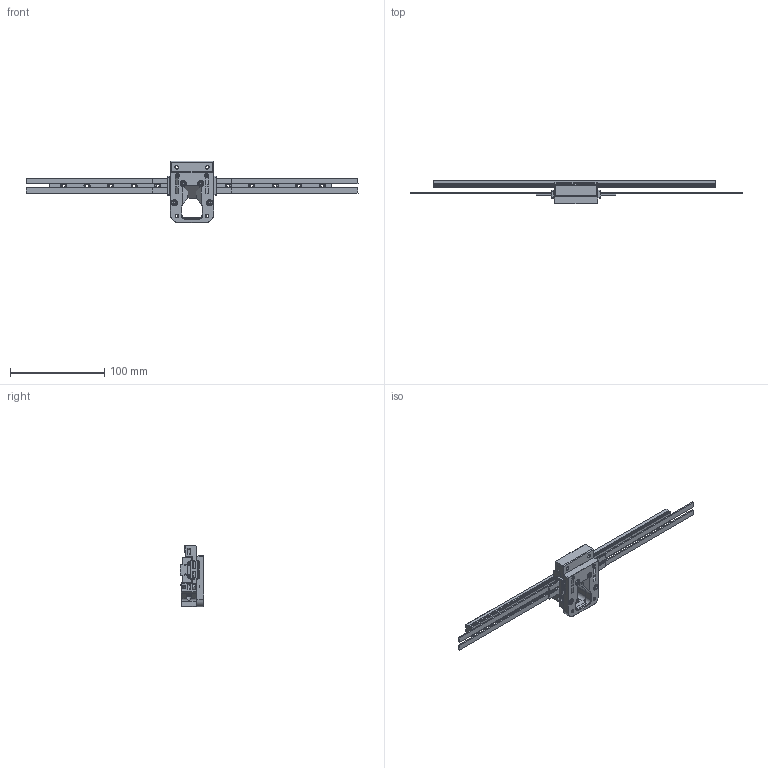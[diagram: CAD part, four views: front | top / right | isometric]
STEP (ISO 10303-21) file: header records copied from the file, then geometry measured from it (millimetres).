
FILE_DESCRIPTION(/* description */ ('STEP AP242','CAx-IF Rec.Pracs.---Representation and Presentation of Product Manufacturing Information (PMI)---4.0---2014-10-13','CAx-IF Rec.Pracs.---3D Tessellated Geometry---0.4---2014-09-14','2;1'),/* implementation_level */ '2;1');
FILE_NAME(/* name */ '64a3ac3fd186ab48a42d956c',/* time_stamp */ '2023-07-04T05:21:05Z',/* author */ (''),/* organization */ (''),/* preprocessor_version */ 'ST-DEVELOPER v19.4',/* originating_system */ ' ',/* authorisation */ ' ');
FILE_SCHEMA (('AP242_MANAGED_MODEL_BASED_3D_ENGINEERING_MIM_LF { 1 0 10303 442 1 1 4 }'));
Length unit declared in the file: metre
Products named in the file (23): Xol_Carriage_MGN12H; M3x6 BHCS; Klicky_PCB_Module; GT2 Belt 6mm; Belt clip; Xol_Carriage_Rear_pin_mount; M3 Hexnut; M3x8 SHCS; Parallel Pin 3 x 26; M3 Threaded Insert (1) v1; Xol_Carriage_Front_pin_mount; MGN12H Rail assembly <1>; Linear Rail Assembly <1>; 300mm MGN12 Linear Rail; PRODUCT_NAME_1; PRODUCT_NAME_4; PRODUCT_NAME_8; PRODUCT_NAME_2; PRODUCT_NAME_5; PRODUCT_NAME_9; PRODUCT_NAME_3; PRODUCT_NAME_6; PRODUCT_NAME_7
Assembly tree (42 placements, depth 4):
  Xol_Carriage_MGN12H
    M3x6 BHCS  x6
    Klicky_PCB_Module
    GT2 Belt 6mm  x4
    Belt clip  x2
    Xol_Carriage_Rear_pin_mount
    M3 Hexnut  x4
    M3x8 SHCS  x4
    Parallel Pin 3 x 26  x2
    M3 Threaded Insert (1) v1  x5
    Xol_Carriage_Front_pin_mount
    MGN12H Rail assembly <1>
      Linear Rail Assembly <1>
        300mm MGN12 Linear Rail
        PRODUCT_NAME_1
        PRODUCT_NAME_4
        PRODUCT_NAME_8
        PRODUCT_NAME_2
        PRODUCT_NAME_5
        PRODUCT_NAME_9
        PRODUCT_NAME_3
        PRODUCT_NAME_6
        PRODUCT_NAME_7
Bounding box: 352.65 x 25.24 x 65.08 mm (x, y, z)
Volume: 73202.4 mm3; surface area: 54617.5 mm2
Topology: 40 solids, 53 shells, 2457 faces, 6381 edges, 4114 vertices
Faces by surface type: plane 1209, cylinder 544, bspline 466, cone 225, sphere 10, torus 3
Full cylindrical faces by diameter (mm): 1.43 x1, 2.4 x3, 2.459 x8, 2.8 x2, 2.9 x5, 3 x12, 3.2 x12, 3.4 x16, 3.5 x12, 4 x2, 4.2 x13, 4.25 x5, 4.6 x5, 4.7 x5, 4.8 x2, 5.5 x4, 5.7 x6, 5.9 x2, 6 x18, 7 x2
Entity records: 49709 total; most frequent: CARTESIAN_POINT 11653, ORIENTED_EDGE 7660, DIRECTION 7521, EDGE_CURVE 3830, VERTEX_POINT 2562, AXIS2_PLACEMENT_3D 2533, LINE 2455, VECTOR 2455
